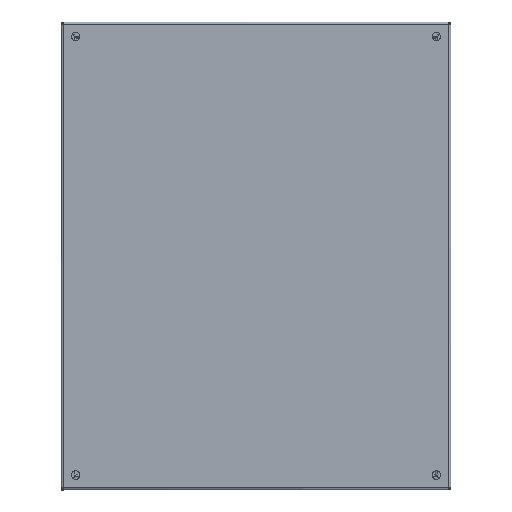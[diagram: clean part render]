
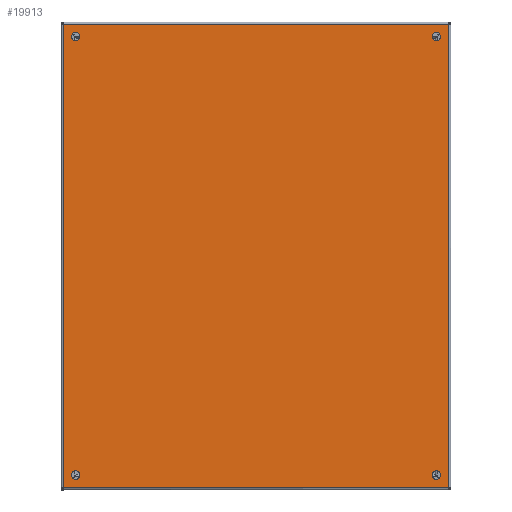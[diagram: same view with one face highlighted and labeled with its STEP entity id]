
A CAD part, top view. The second image highlights one B-rep face of the part: STEP entity #19913.
In plain terms, the highlighted face is planar.
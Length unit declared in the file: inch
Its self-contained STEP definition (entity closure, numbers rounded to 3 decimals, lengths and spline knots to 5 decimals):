
#15014=CARTESIAN_POINT('',(0.53125,0.75,0.0));
#15015=VERTEX_POINT('',#15014);
#15016=CARTESIAN_POINT('',(0.75,0.75,0.0));
#15017=DIRECTION('',(0.0,0.0,1.0));
#15018=DIRECTION('',(1.0,0.0,0.0));
#15019=AXIS2_PLACEMENT_3D('',#15016,#15017,#15018);
#15020=CIRCLE('',#15019,0.21875);
#15021=EDGE_CURVE('',#15015,#15015,#15020,.T.);
#15042=CARTESIAN_POINT('',(19.03125,0.75,0.0));
#15043=VERTEX_POINT('',#15042);
#15044=CARTESIAN_POINT('',(19.25,0.75,0.0));
#15045=DIRECTION('',(0.0,0.0,1.0));
#15046=DIRECTION('',(1.0,0.0,0.0));
#15047=AXIS2_PLACEMENT_3D('',#15044,#15045,#15046);
#15048=CIRCLE('',#15047,0.21875);
#15049=EDGE_CURVE('',#15043,#15043,#15048,.T.);
#15070=CARTESIAN_POINT('',(0.53125,23.25,0.0));
#15071=VERTEX_POINT('',#15070);
#15072=CARTESIAN_POINT('',(0.75,23.25,0.0));
#15073=DIRECTION('',(0.0,0.0,1.0));
#15074=DIRECTION('',(1.0,0.0,0.0));
#15075=AXIS2_PLACEMENT_3D('',#15072,#15073,#15074);
#15076=CIRCLE('',#15075,0.21875);
#15077=EDGE_CURVE('',#15071,#15071,#15076,.T.);
#15098=CARTESIAN_POINT('',(19.03125,23.25,0.0));
#15099=VERTEX_POINT('',#15098);
#15100=CARTESIAN_POINT('',(19.25,23.25,0.0));
#15101=DIRECTION('',(0.0,0.0,1.0));
#15102=DIRECTION('',(1.0,0.0,0.0));
#15103=AXIS2_PLACEMENT_3D('',#15100,#15101,#15102);
#15104=CIRCLE('',#15103,0.21875);
#15105=EDGE_CURVE('',#15099,#15099,#15104,.T.);
#18691=CARTESIAN_POINT('',(19.89475,23.88277,0.0));
#18692=VERTEX_POINT('',#18691);
#18789=CARTESIAN_POINT('',(19.89475,0.11723,0.0));
#18790=VERTEX_POINT('',#18789);
#18833=CARTESIAN_POINT('',(19.89475,23.88277,0.0));
#18834=DIRECTION('',(0.0,-1.0,0.0));
#18835=VECTOR('',#18834,23.76553);
#18836=LINE('',#18833,#18835);
#18837=EDGE_CURVE('',#18692,#18790,#18836,.T.);
#19008=CARTESIAN_POINT('',(0.11723,23.89475,0.));
#19009=VERTEX_POINT('',#19008);
#19106=CARTESIAN_POINT('',(19.88277,23.89475,0.0));
#19107=VERTEX_POINT('',#19106);
#19150=CARTESIAN_POINT('',(0.11723,23.89475,0.0));
#19151=DIRECTION('',(1.0,0.0,0.0));
#19152=VECTOR('',#19151,19.76553);
#19153=LINE('',#19150,#19152);
#19154=EDGE_CURVE('',#19009,#19107,#19153,.T.);
#19321=CARTESIAN_POINT('',(0.10525,0.11723,0.0));
#19322=VERTEX_POINT('',#19321);
#19419=CARTESIAN_POINT('',(0.10525,23.88277,0.0));
#19420=VERTEX_POINT('',#19419);
#19463=CARTESIAN_POINT('',(0.10525,0.11723,0.0));
#19464=DIRECTION('',(0.0,1.0,0.0));
#19465=VECTOR('',#19464,23.76553);
#19466=LINE('',#19463,#19465);
#19467=EDGE_CURVE('',#19322,#19420,#19466,.T.);
#19634=CARTESIAN_POINT('',(19.88277,0.10525,0.0));
#19635=VERTEX_POINT('',#19634);
#19690=CARTESIAN_POINT('',(0.11723,0.10525,0.0));
#19691=VERTEX_POINT('',#19690);
#19705=CARTESIAN_POINT('',(19.88277,0.10525,0.0));
#19706=DIRECTION('',(-1.0,0.0,0.0));
#19707=VECTOR('',#19706,19.76553);
#19708=LINE('',#19705,#19707);
#19709=EDGE_CURVE('',#19635,#19691,#19708,.T.);
#19800=CARTESIAN_POINT('',(0.06211,0.06211,0.0));
#19801=DIRECTION('',(0.0,0.0,1.0));
#19802=DIRECTION('',(1.0,0.0,0.0));
#19803=AXIS2_PLACEMENT_3D('',#19800,#19801,#19802);
#19804=CIRCLE('',#19803,0.07);
#19805=EDGE_CURVE('',#19691,#19322,#19804,.T.);
#19862=CARTESIAN_POINT('',(19.93789,0.06211,0.0));
#19863=DIRECTION('',(0.0,0.0,1.0));
#19864=DIRECTION('',(1.0,0.0,0.0));
#19865=AXIS2_PLACEMENT_3D('',#19862,#19863,#19864);
#19866=CIRCLE('',#19865,0.07);
#19867=EDGE_CURVE('',#18790,#19635,#19866,.T.);
#19874=CARTESIAN_POINT('',(10.,12.,0.0));
#19875=DIRECTION('',(0.0,0.0,1.0));
#19876=DIRECTION('',(1.0,0.0,0.0));
#19877=AXIS2_PLACEMENT_3D('',#19874,#19875,#19876);
#19878=PLANE('',#19877);
#19879=ORIENTED_EDGE('',*,*,#19709,.T.);
#19880=ORIENTED_EDGE('',*,*,#19805,.T.);
#19881=ORIENTED_EDGE('',*,*,#19467,.T.);
#19882=CARTESIAN_POINT('',(0.06211,23.93789,0.0));
#19883=DIRECTION('',(0.0,0.0,1.0));
#19884=DIRECTION('',(1.0,0.0,0.0));
#19885=AXIS2_PLACEMENT_3D('',#19882,#19883,#19884);
#19886=CIRCLE('',#19885,0.07);
#19887=EDGE_CURVE('',#19420,#19009,#19886,.T.);
#19888=ORIENTED_EDGE('',*,*,#19887,.T.);
#19889=ORIENTED_EDGE('',*,*,#19154,.T.);
#19890=CARTESIAN_POINT('',(19.93789,23.93789,0.0));
#19891=DIRECTION('',(0.0,0.0,1.0));
#19892=DIRECTION('',(1.0,0.0,0.0));
#19893=AXIS2_PLACEMENT_3D('',#19890,#19891,#19892);
#19894=CIRCLE('',#19893,0.07);
#19895=EDGE_CURVE('',#19107,#18692,#19894,.T.);
#19896=ORIENTED_EDGE('',*,*,#19895,.T.);
#19897=ORIENTED_EDGE('',*,*,#18837,.T.);
#19898=ORIENTED_EDGE('',*,*,#19867,.T.);
#19899=EDGE_LOOP('',(#19879,#19880,#19881,#19888,#19889,#19896,#19897,#19898));
#19900=FACE_OUTER_BOUND('',#19899,.T.);
#19901=ORIENTED_EDGE('',*,*,#15021,.T.);
#19902=EDGE_LOOP('',(#19901));
#19903=FACE_BOUND('',#19902,.T.);
#19904=ORIENTED_EDGE('',*,*,#15049,.T.);
#19905=EDGE_LOOP('',(#19904));
#19906=FACE_BOUND('',#19905,.T.);
#19907=ORIENTED_EDGE('',*,*,#15077,.T.);
#19908=EDGE_LOOP('',(#19907));
#19909=FACE_BOUND('',#19908,.T.);
#19910=ORIENTED_EDGE('',*,*,#15105,.T.);
#19911=EDGE_LOOP('',(#19910));
#19912=FACE_BOUND('',#19911,.T.);
#19913=ADVANCED_FACE('',(#19900,#19903,#19906,#19909,#19912),#19878,.F.);
